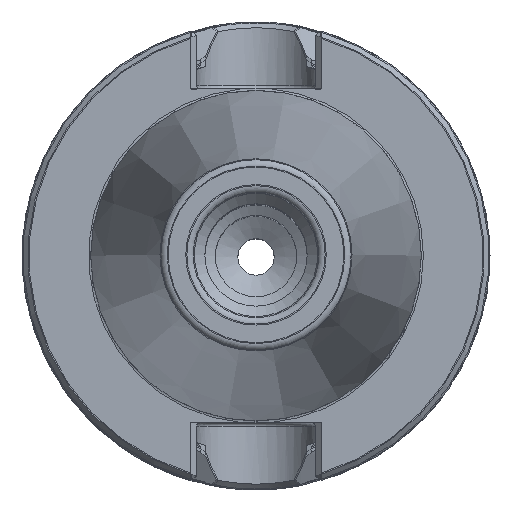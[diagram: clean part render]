
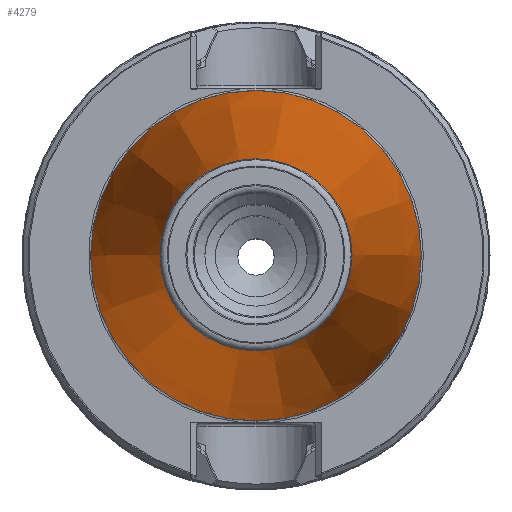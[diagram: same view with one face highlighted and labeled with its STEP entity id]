
A CAD part, top view. The second image highlights one B-rep face of the part: STEP entity #4279.
In plain terms, the highlighted conical face has half-angle 8.297 degrees and reference radius 12.867 mm.
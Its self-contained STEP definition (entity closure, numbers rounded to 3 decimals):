
#463=CONICAL_SURFACE('',#4603,12.867,0.145);
#1003=ORIENTED_EDGE('',*,*,#1563,.T.);
#1004=ORIENTED_EDGE('',*,*,#1564,.T.);
#1563=EDGE_CURVE('',#1899,#1899,#2109,.F.);
#1564=EDGE_CURVE('',#1900,#1900,#2110,.T.);
#1899=VERTEX_POINT('',#6348);
#1900=VERTEX_POINT('',#6351);
#2109=CIRCLE('',#4602,12.992);
#2110=CIRCLE('',#4604,22.375);
#2349=EDGE_LOOP('',(#1003));
#2350=EDGE_LOOP('',(#1004));
#2633=FACE_BOUND('',#2349,.T.);
#2634=FACE_BOUND('',#2350,.T.);
#4279=ADVANCED_FACE('',(#2633,#2634),#463,.T.);
#4602=AXIS2_PLACEMENT_3D('',#6347,#5284,#5285);
#4603=AXIS2_PLACEMENT_3D('',#6349,#5286,#5287);
#4604=AXIS2_PLACEMENT_3D('',#6350,#5288,#5289);
#5284=DIRECTION('',(0.,0.,1.));
#5285=DIRECTION('',(1.,0.,0.));
#5286=DIRECTION('',(0.,0.,-1.));
#5287=DIRECTION('',(-1.,0.,0.));
#5288=DIRECTION('',(0.,0.,1.));
#5289=DIRECTION('',(1.,0.,0.));
#6347=CARTESIAN_POINT('',(0.,0.,64.744));
#6348=CARTESIAN_POINT('',(12.992,0.,64.744));
#6349=CARTESIAN_POINT('',(0.,0.,65.6));
#6350=CARTESIAN_POINT('',(0.,0.,0.4));
#6351=CARTESIAN_POINT('',(22.375,0.,0.4));
